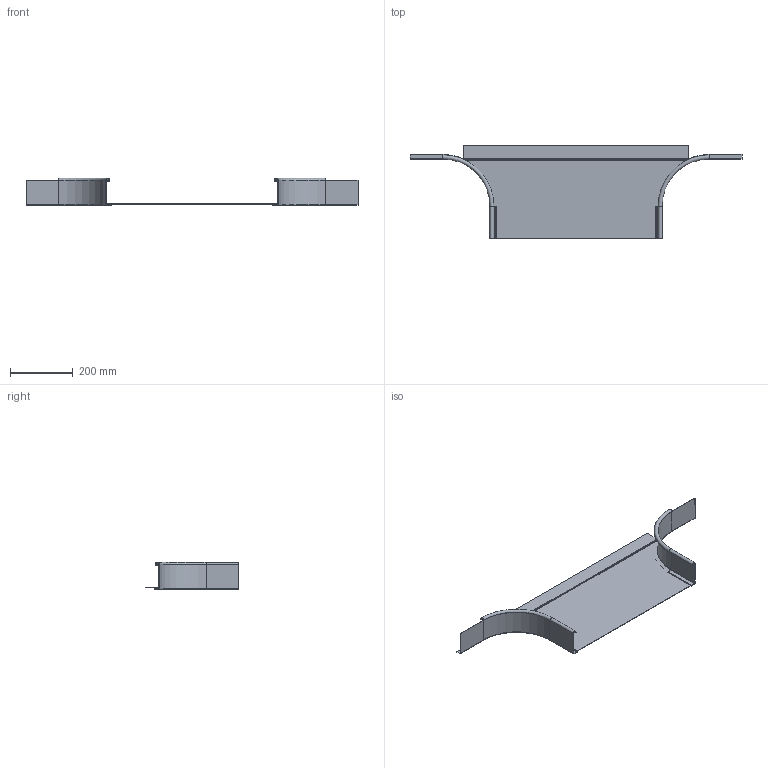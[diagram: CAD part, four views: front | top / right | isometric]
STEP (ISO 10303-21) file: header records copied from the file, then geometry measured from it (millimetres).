
FILE_DESCRIPTION((''),'2;1');
FILE_NAME('7122500_ASM','2012-11-26T',('AndreasKeweloh'),(''),'PRO/ENGINEER BY PARAMETRIC TECHNOLOGY CORPORATION, 2012230','PRO/ENGINEER BY PARAMETRIC TECHNOLOGY CORPORATION, 2012230','');
FILE_SCHEMA(('CONFIG_CONTROL_DESIGN'));
Length unit declared in the file: millimetre
Products named in the file (4): 7122500BODENBLECH_; 7122500_HOLMPROFIL; 7122500_HOLMPROFIL2; 7122500_ASM
Assembly tree (3 placements, depth 2):
  7122500_ASM
    7122500BODENBLECH_
    7122500_HOLMPROFIL
    7122500_HOLMPROFIL2
Bounding box: 1060 x 300 x 87 mm (x, y, z)
Volume: 392622.3 mm3; surface area: 561782 mm2
Topology: 3 solids, 3 shells, 124 faces, 282 edges, 164 vertices
Faces by surface type: plane 80, cylinder 36, torus 8
Entity records: 3498 total; most frequent: DIRECTION 624, CARTESIAN_POINT 577, ORIENTED_EDGE 564, EDGE_CURVE 282, AXIS2_PLACEMENT_3D 211, VECTOR 202, LINE 202, VERTEX_POINT 164
